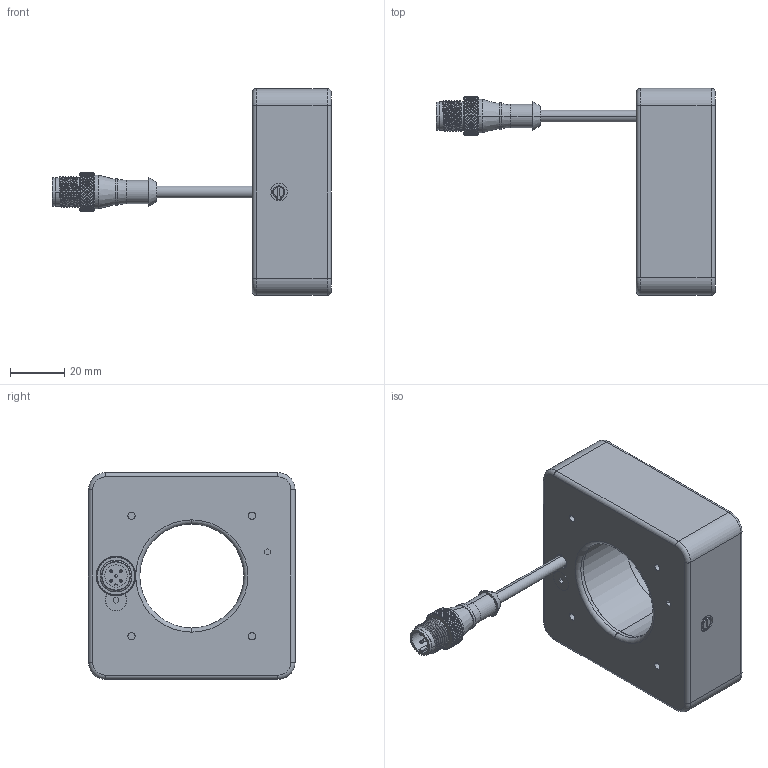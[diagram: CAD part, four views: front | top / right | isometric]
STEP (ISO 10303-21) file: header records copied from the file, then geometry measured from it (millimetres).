
FILE_DESCRIPTION((''),'2;1');
FILE_NAME('144928_SM01_ASM','2025-06-26T16:38:46',('banengservice'),('BANNER ENGINEERING'),'CREO PARAMETRIC BY PTC INC, 2022414','CREO PARAMETRIC BY PTC INC, 2022414','');
FILE_SCHEMA(('CONFIG_CONTROL_DESIGN'));
Products named in the file (2): 144928_EP01; 144928_SM01_ASM
Assembly tree (1 placements, depth 2):
  144928_SM01_ASM
    144928_EP01
Bounding box: 102.91 x 76.38 x 76.2 mm (x, y, z)
Volume: 137648.5 mm3; surface area: 24187.4 mm2
Topology: 1 solids, 1 shells, 2059 faces, 4615 edges, 2583 vertices
Faces by surface type: bspline 1308, cylinder 491, plane 214, torus 18, cone 18, sphere 10
Entity records: 86508 total; most frequent: CARTESIAN_POINT 52340, ORIENTED_EDGE 9210, EDGE_CURVE 4605, B_SPLINE_CURVE_WITH_KNOTS 3518, DIRECTION 2957, VERTEX_POINT 2583, EDGE_LOOP 2096, FACE_OUTER_BOUND 2059
